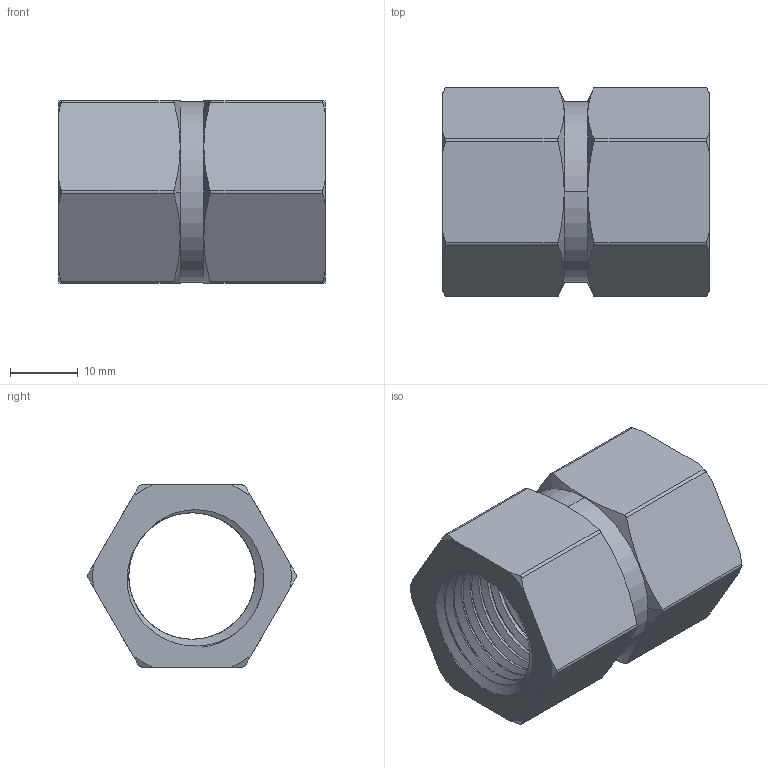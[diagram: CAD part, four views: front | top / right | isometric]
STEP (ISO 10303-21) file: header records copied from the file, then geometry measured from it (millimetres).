
FILE_DESCRIPTION((''),'2;1');
FILE_NAME('H-SSA_HEX_COUPLING','2025-07-08T08:20:34',('Administrator'),(''),'CREO PARAMETRIC BY PTC INC, 2020414','CREO PARAMETRIC BY PTC INC, 2020414','');
FILE_SCHEMA(('AUTOMOTIVE_DESIGN { 1 0 10303 214 1 1 1 1 }'));
Length unit declared in the file: millimetre
Products named in the file (1): H-SSA_HEX_COUPLING
Bounding box: 39.4 x 30.91 x 26.9 mm (x, y, z)
Volume: 12696.2 mm3; surface area: 7998.2 mm2
Topology: 1 solids, 1 shells, 96 faces, 280 edges, 194 vertices
Faces by surface type: cylinder 46, bspline 18, plane 16, cone 16
Entity records: 10113 total; most frequent: CARTESIAN_POINT 7733, ORIENTED_EDGE 548, DIRECTION 302, EDGE_CURVE 274, VERTEX_POINT 180, B_SPLINE_CURVE_WITH_KNOTS 158, COLOUR_RGB 116, AXIS2_PLACEMENT_3D 101
